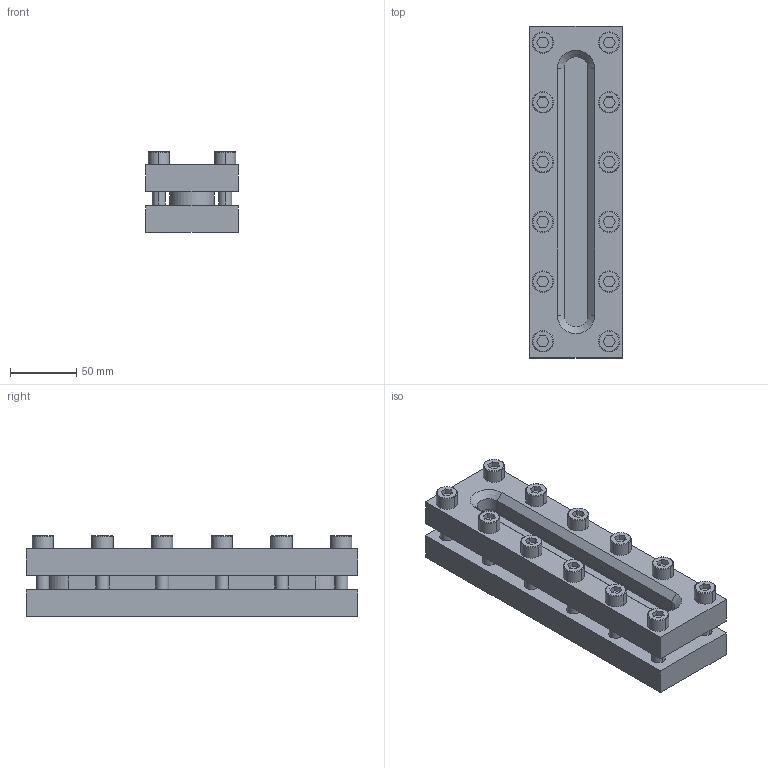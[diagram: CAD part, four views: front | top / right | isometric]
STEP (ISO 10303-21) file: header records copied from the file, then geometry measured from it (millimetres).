
FILE_DESCRIPTION (( 'STEP AP214' ), '1' );
FILE_NAME ('BS03_03_Behälter-Schauglas.STEP', '2020-09-15T07:59:39', ( '' ), ( '' ), 'SwSTEP 2.0', 'SolidWorks 2020', '' );
FILE_SCHEMA (( 'AUTOMOTIVE_DESIGN' ));
Length unit declared in the file: millimetre
Products named in the file (6): BS03-02-03_Deckelflansch; BS03-04-03_Dichtung; BS03-01-03_Grundflansch; BS03-03-03_Glasplatte; BS03_03_Behälter-Schauglas; DIN 912 M10x40
Assembly tree (17 placements, depth 2):
  BS03_03_Behälter-Schauglas
    BS03-01-03_Grundflansch
    BS03-04-03_Dichtung  x2
    BS03-03-03_Glasplatte
    BS03-02-03_Deckelflansch
    DIN 912 M10x40  x12
Bounding box: 70 x 250 x 61 mm (x, y, z)
Volume: 665236.4 mm3; surface area: 177162.1 mm2
Topology: 17 solids, 17 shells, 420 faces, 945 edges, 574 vertices
Faces by surface type: plane 168, cylinder 126, cone 74, torus 52
Entity records: 6087 total; most frequent: CARTESIAN_POINT 1067, DIRECTION 1003, ORIENTED_EDGE 870, EDGE_CURVE 435, AXIS2_PLACEMENT_3D 392, VERTEX_POINT 272, EDGE_LOOP 237, LINE 219
